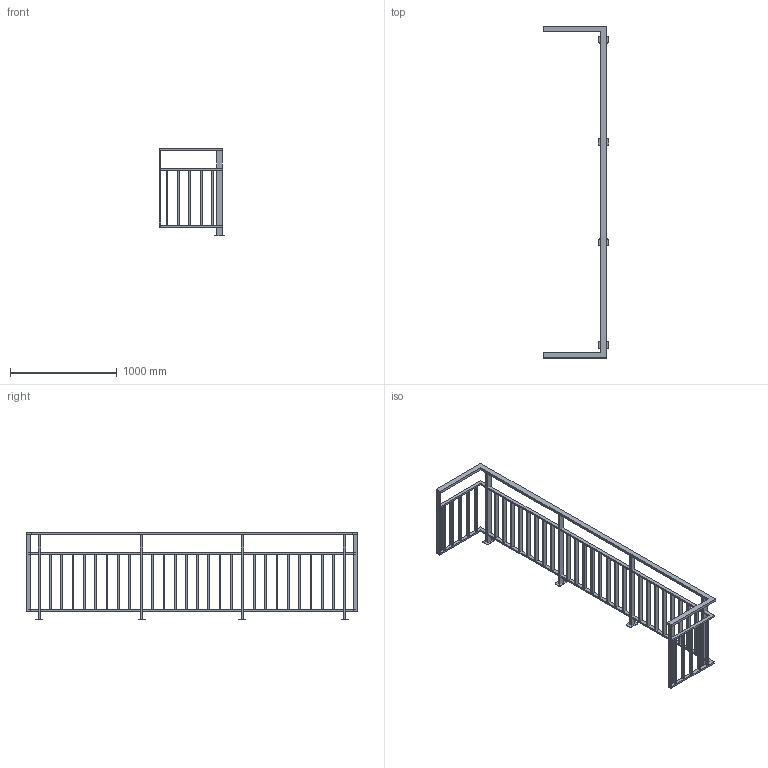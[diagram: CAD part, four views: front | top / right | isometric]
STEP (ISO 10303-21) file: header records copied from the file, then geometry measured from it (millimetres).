
FILE_DESCRIPTION(('FreeCAD Model'),'2;1');
FILE_NAME('Open CASCADE Shape Model','2025-04-17T06:43:01',('FreeCAD'),( 'FreeCAD'),'Open CASCADE STEP processor 7.6','FreeCAD','Unknown');
FILE_SCHEMA(('AUTOMOTIVE_DESIGN { 1 0 10303 214 1 1 1 1 }'));
Length unit declared in the file: millimetre
Products named in the file (1): Open CASCADE STEP translator 7.6 1
Bounding box: 615.86 x 3114.76 x 821.14 mm (x, y, z)
Volume: 23855160.4 mm3; surface area: 3901819.5 mm2
Topology: 47 solids, 47 shells, 310 faces, 648 edges, 432 vertices
Faces by surface type: bspline 310
Entity records: 7358 total; most frequent: CARTESIAN_POINT 3033, ORIENTED_EDGE 1296, EDGE_CURVE 648, B_SPLINE_CURVE_WITH_KNOTS 616, VERTEX_POINT 432, ADVANCED_FACE 310, FACE_BOUND 310, EDGE_LOOP 310
